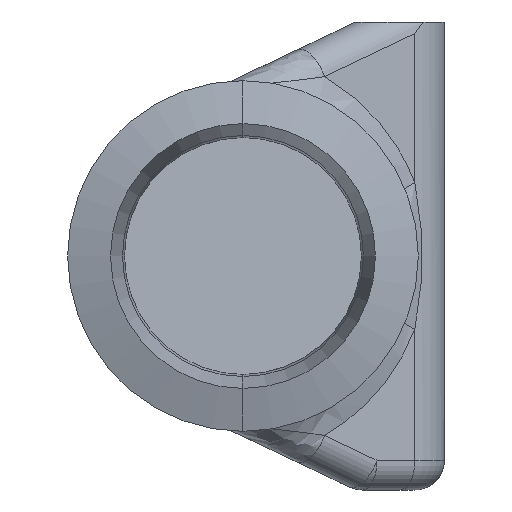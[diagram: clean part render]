
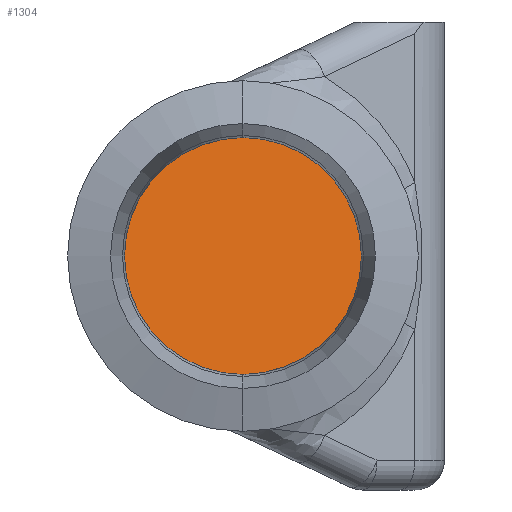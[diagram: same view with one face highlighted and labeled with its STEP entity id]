
A CAD part, left-side view. The second image highlights one B-rep face of the part: STEP entity #1304.
In plain terms, the highlighted planar face has unit normal (-0.866, -0.5, 0).
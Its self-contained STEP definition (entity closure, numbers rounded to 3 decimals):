
#5 = EDGE_CURVE ( 'NONE', #104, #1629, #1360, .T. ) ;
#8 = ORIENTED_EDGE ( 'NONE', *, *, #1516, .T. ) ;
#104 = VERTEX_POINT ( 'NONE', #226 ) ;
#132 = CARTESIAN_POINT ( 'NONE',  ( 33.616, 0., 2. ) ) ;
#213 = ORIENTED_EDGE ( 'NONE', *, *, #5, .T. ) ;
#226 = CARTESIAN_POINT ( 'NONE',  ( 33.616, 0., 2. ) ) ;
#251 = CARTESIAN_POINT ( 'NONE',  ( 33.616, 0., -2. ) ) ;
#319 =( BOUNDED_CURVE ( )  B_SPLINE_CURVE ( 3, ( #251, #1328, #925, #132 ),
 .UNSPECIFIED., .F., .T. ) 
 B_SPLINE_CURVE_WITH_KNOTS ( ( 4, 4 ),
 ( 1.571, 4.712 ),
 .UNSPECIFIED. ) 
 CURVE ( )  GEOMETRIC_REPRESENTATION_ITEM ( )  RATIONAL_B_SPLINE_CURVE ( ( 1., 0.333, 0.333, 1. ) ) 
 REPRESENTATION_ITEM ( '' )  );
#589 = CARTESIAN_POINT ( 'NONE',  ( 33.616, 0., -2. ) ) ;
#725 = DIRECTION ( 'NONE',  ( -0.866, -0.5, 0. ) ) ;
#729 = CARTESIAN_POINT ( 'NONE',  ( 31.307, 4., 2. ) ) ;
#743 = CARTESIAN_POINT ( 'NONE',  ( 31.307, 4., -2. ) ) ;
#753 = EDGE_LOOP ( 'NONE', ( #213, #8 ) ) ;
#875 = FACE_OUTER_BOUND ( 'NONE', #753, .T. ) ;
#925 = CARTESIAN_POINT ( 'NONE',  ( 35.926, -4., 2. ) ) ;
#997 = DIRECTION ( 'NONE',  ( 0.5, -0.866, 0. ) ) ;
#1006 = CARTESIAN_POINT ( 'NONE',  ( 33.616, 0., 2. ) ) ;
#1304 = ADVANCED_FACE ( 'NONE', ( #875 ), #1372, .T. ) ;
#1328 = CARTESIAN_POINT ( 'NONE',  ( 35.926, -4., -2. ) ) ;
#1360 =( BOUNDED_CURVE ( )  B_SPLINE_CURVE ( 3, ( #1006, #729, #743, #589 ),
 .UNSPECIFIED., .F., .F. ) 
 B_SPLINE_CURVE_WITH_KNOTS ( ( 4, 4 ),
 ( 4.712, 7.854 ),
 .UNSPECIFIED. ) 
 CURVE ( )  GEOMETRIC_REPRESENTATION_ITEM ( )  RATIONAL_B_SPLINE_CURVE ( ( 1., 0.333, 0.333, 1. ) ) 
 REPRESENTATION_ITEM ( '' )  );
#1372 = PLANE ( 'NONE',  #1461 ) ;
#1422 = CARTESIAN_POINT ( 'NONE',  ( 33.616, 0., -2. ) ) ;
#1461 = AXIS2_PLACEMENT_3D ( 'NONE', #1680, #725, #997 ) ;
#1516 = EDGE_CURVE ( 'NONE', #1629, #104, #319, .T. ) ;
#1629 = VERTEX_POINT ( 'NONE', #1422 ) ;
#1680 = CARTESIAN_POINT ( 'NONE',  ( 35.579, -3.4, -11.522 ) ) ;
